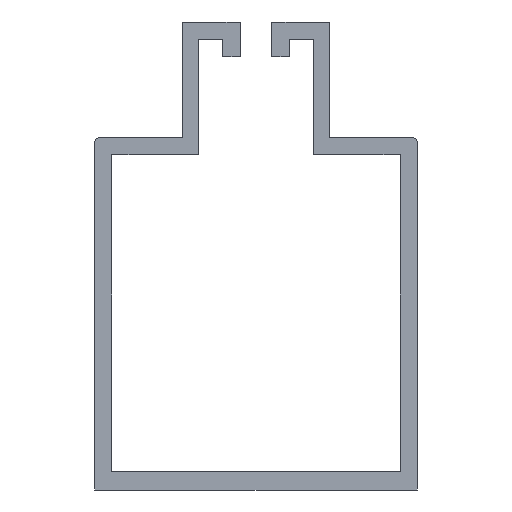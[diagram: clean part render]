
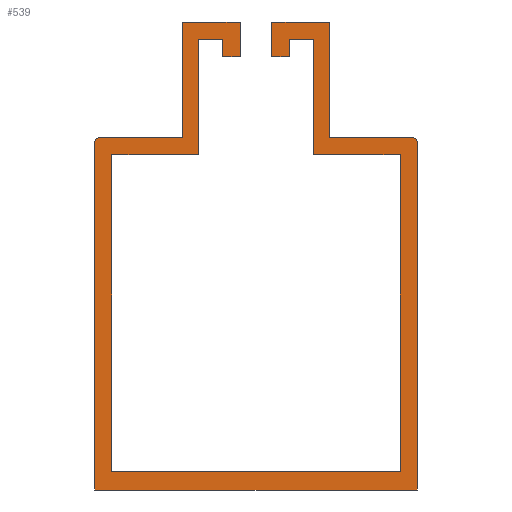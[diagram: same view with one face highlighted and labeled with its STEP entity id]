
A CAD part, front view. The second image highlights one B-rep face of the part: STEP entity #539.
In plain terms, the highlighted planar face has unit normal (0, -1, 0).
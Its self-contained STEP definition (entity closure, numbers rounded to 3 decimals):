
#16=PLANE('',#583);
#43=FACE_OUTER_BOUND('',#71,.T.);
#71=EDGE_LOOP('',(#387,#388,#389,#390,#391,#392,#393,#394,#395,#396,#397,
#398,#399,#400,#401,#402,#403,#404,#405,#406,#407,#408,#409,#410,#411,#412));
#99=LINE('',#763,#173);
#102=LINE('',#769,#176);
#103=LINE('',#771,#177);
#104=LINE('',#773,#178);
#105=LINE('',#775,#179);
#106=LINE('',#777,#180);
#107=LINE('',#779,#181);
#108=LINE('',#781,#182);
#109=LINE('',#783,#183);
#110=LINE('',#785,#184);
#111=LINE('',#787,#185);
#112=LINE('',#789,#186);
#113=LINE('',#791,#187);
#114=LINE('',#793,#188);
#115=LINE('',#795,#189);
#116=LINE('',#797,#190);
#117=LINE('',#799,#191);
#118=LINE('',#801,#192);
#119=LINE('',#803,#193);
#120=LINE('',#805,#194);
#121=LINE('',#807,#195);
#122=LINE('',#809,#196);
#123=LINE('',#813,#197);
#124=LINE('',#814,#198);
#173=VECTOR('',#623,10.);
#176=VECTOR('',#628,10.);
#177=VECTOR('',#629,10.);
#178=VECTOR('',#630,10.);
#179=VECTOR('',#631,10.);
#180=VECTOR('',#632,10.);
#181=VECTOR('',#633,10.);
#182=VECTOR('',#634,10.);
#183=VECTOR('',#635,10.);
#184=VECTOR('',#636,10.);
#185=VECTOR('',#637,10.);
#186=VECTOR('',#638,10.);
#187=VECTOR('',#639,10.);
#188=VECTOR('',#640,10.);
#189=VECTOR('',#641,10.);
#190=VECTOR('',#642,10.);
#191=VECTOR('',#643,10.);
#192=VECTOR('',#644,10.);
#193=VECTOR('',#645,10.);
#194=VECTOR('',#646,10.);
#195=VECTOR('',#647,10.);
#196=VECTOR('',#648,10.);
#197=VECTOR('',#651,10.);
#198=VECTOR('',#652,10.);
#246=CIRCLE('',#581,1.);
#247=CIRCLE('',#584,1.);
#251=VERTEX_POINT('',#756);
#252=VERTEX_POINT('',#758);
#253=VERTEX_POINT('',#762);
#255=VERTEX_POINT('',#768);
#256=VERTEX_POINT('',#770);
#257=VERTEX_POINT('',#772);
#258=VERTEX_POINT('',#774);
#259=VERTEX_POINT('',#776);
#260=VERTEX_POINT('',#778);
#261=VERTEX_POINT('',#780);
#262=VERTEX_POINT('',#782);
#263=VERTEX_POINT('',#784);
#264=VERTEX_POINT('',#786);
#265=VERTEX_POINT('',#788);
#266=VERTEX_POINT('',#790);
#267=VERTEX_POINT('',#792);
#268=VERTEX_POINT('',#794);
#269=VERTEX_POINT('',#796);
#270=VERTEX_POINT('',#798);
#271=VERTEX_POINT('',#800);
#272=VERTEX_POINT('',#802);
#273=VERTEX_POINT('',#804);
#274=VERTEX_POINT('',#806);
#275=VERTEX_POINT('',#808);
#276=VERTEX_POINT('',#810);
#277=VERTEX_POINT('',#812);
#303=EDGE_CURVE('',#251,#252,#246,.T.);
#305=EDGE_CURVE('',#253,#252,#99,.T.);
#308=EDGE_CURVE('',#255,#251,#102,.T.);
#309=EDGE_CURVE('',#255,#256,#103,.T.);
#310=EDGE_CURVE('',#256,#257,#104,.T.);
#311=EDGE_CURVE('',#258,#257,#105,.T.);
#312=EDGE_CURVE('',#259,#258,#106,.T.);
#313=EDGE_CURVE('',#260,#259,#107,.T.);
#314=EDGE_CURVE('',#260,#261,#108,.T.);
#315=EDGE_CURVE('',#261,#262,#109,.T.);
#316=EDGE_CURVE('',#263,#262,#110,.T.);
#317=EDGE_CURVE('',#264,#263,#111,.T.);
#318=EDGE_CURVE('',#265,#264,#112,.T.);
#319=EDGE_CURVE('',#266,#265,#113,.T.);
#320=EDGE_CURVE('',#267,#266,#114,.T.);
#321=EDGE_CURVE('',#268,#267,#115,.T.);
#322=EDGE_CURVE('',#269,#268,#116,.T.);
#323=EDGE_CURVE('',#269,#270,#117,.T.);
#324=EDGE_CURVE('',#270,#271,#118,.T.);
#325=EDGE_CURVE('',#272,#271,#119,.T.);
#326=EDGE_CURVE('',#273,#272,#120,.T.);
#327=EDGE_CURVE('',#273,#274,#121,.T.);
#328=EDGE_CURVE('',#274,#275,#122,.T.);
#329=EDGE_CURVE('',#276,#275,#247,.T.);
#330=EDGE_CURVE('',#276,#277,#123,.T.);
#331=EDGE_CURVE('',#277,#253,#124,.T.);
#387=ORIENTED_EDGE('',*,*,#303,.F.);
#388=ORIENTED_EDGE('',*,*,#308,.F.);
#389=ORIENTED_EDGE('',*,*,#309,.T.);
#390=ORIENTED_EDGE('',*,*,#310,.T.);
#391=ORIENTED_EDGE('',*,*,#311,.F.);
#392=ORIENTED_EDGE('',*,*,#312,.F.);
#393=ORIENTED_EDGE('',*,*,#313,.F.);
#394=ORIENTED_EDGE('',*,*,#314,.T.);
#395=ORIENTED_EDGE('',*,*,#315,.T.);
#396=ORIENTED_EDGE('',*,*,#316,.F.);
#397=ORIENTED_EDGE('',*,*,#317,.F.);
#398=ORIENTED_EDGE('',*,*,#318,.F.);
#399=ORIENTED_EDGE('',*,*,#319,.F.);
#400=ORIENTED_EDGE('',*,*,#320,.F.);
#401=ORIENTED_EDGE('',*,*,#321,.F.);
#402=ORIENTED_EDGE('',*,*,#322,.F.);
#403=ORIENTED_EDGE('',*,*,#323,.T.);
#404=ORIENTED_EDGE('',*,*,#324,.T.);
#405=ORIENTED_EDGE('',*,*,#325,.F.);
#406=ORIENTED_EDGE('',*,*,#326,.F.);
#407=ORIENTED_EDGE('',*,*,#327,.T.);
#408=ORIENTED_EDGE('',*,*,#328,.T.);
#409=ORIENTED_EDGE('',*,*,#329,.F.);
#410=ORIENTED_EDGE('',*,*,#330,.T.);
#411=ORIENTED_EDGE('',*,*,#331,.T.);
#412=ORIENTED_EDGE('',*,*,#305,.T.);
#539=ADVANCED_FACE('',(#43),#16,.F.);
#581=AXIS2_PLACEMENT_3D('',#759,#618,#619);
#583=AXIS2_PLACEMENT_3D('',#767,#626,#627);
#584=AXIS2_PLACEMENT_3D('',#811,#649,#650);
#618=DIRECTION('center_axis',(0.,1.,0.));
#619=DIRECTION('ref_axis',(0.707,0.,0.707));
#623=DIRECTION('',(0.,0.,1.));
#626=DIRECTION('center_axis',(0.,1.,0.));
#627=DIRECTION('ref_axis',(1.,0.,0.));
#628=DIRECTION('',(1.,0.,0.));
#629=DIRECTION('',(0.,0.,1.));
#630=DIRECTION('',(-1.,0.,0.));
#631=DIRECTION('',(0.,0.,1.));
#632=DIRECTION('',(-1.,0.,0.));
#633=DIRECTION('',(0.,0.,-1.));
#634=DIRECTION('',(1.,0.,0.));
#635=DIRECTION('',(0.,0.,-1.));
#636=DIRECTION('',(-1.,0.,0.));
#637=DIRECTION('',(0.,0.,1.));
#638=DIRECTION('',(1.,0.,0.));
#639=DIRECTION('',(0.,0.,-1.));
#640=DIRECTION('',(-1.,0.,0.));
#641=DIRECTION('',(0.,0.,-1.));
#642=DIRECTION('',(-1.,0.,0.));
#643=DIRECTION('',(0.,0.,-1.));
#644=DIRECTION('',(1.,0.,0.));
#645=DIRECTION('',(0.,0.,-1.));
#646=DIRECTION('',(1.,0.,0.));
#647=DIRECTION('',(0.,0.,-1.));
#648=DIRECTION('',(-1.,0.,0.));
#649=DIRECTION('center_axis',(0.,1.,0.));
#650=DIRECTION('ref_axis',(-0.707,0.,0.707));
#651=DIRECTION('',(0.,0.,-1.));
#652=DIRECTION('',(1.,0.,0.));
#756=CARTESIAN_POINT('',(52.,0.,58.));
#758=CARTESIAN_POINT('',(53.,0.,57.));
#759=CARTESIAN_POINT('Origin',(52.,0.,57.));
#762=CARTESIAN_POINT('',(53.,0.,-3.2));
#763=CARTESIAN_POINT('',(53.,0.,-3.));
#767=CARTESIAN_POINT('Origin',(25.,0.,37.4));
#768=CARTESIAN_POINT('',(37.75,0.,58.));
#769=CARTESIAN_POINT('',(37.75,0.,58.));
#770=CARTESIAN_POINT('',(37.75,0.,78.));
#771=CARTESIAN_POINT('',(37.75,0.,75.));
#772=CARTESIAN_POINT('',(27.75,0.,78.));
#773=CARTESIAN_POINT('',(37.75,0.,78.));
#774=CARTESIAN_POINT('',(27.75,0.,72.));
#775=CARTESIAN_POINT('',(27.75,0.,72.));
#776=CARTESIAN_POINT('',(30.75,0.,72.));
#777=CARTESIAN_POINT('',(30.75,0.,72.));
#778=CARTESIAN_POINT('',(30.75,0.,75.));
#779=CARTESIAN_POINT('',(30.75,0.,75.));
#780=CARTESIAN_POINT('',(35.,0.,75.));
#781=CARTESIAN_POINT('',(27.75,0.,75.));
#782=CARTESIAN_POINT('',(35.,0.,55.));
#783=CARTESIAN_POINT('',(35.,0.,58.));
#784=CARTESIAN_POINT('',(50.,0.,55.));
#785=CARTESIAN_POINT('',(50.,0.,55.));
#786=CARTESIAN_POINT('',(50.,0.,0.));
#787=CARTESIAN_POINT('',(50.,0.,0.));
#788=CARTESIAN_POINT('',(0.,0.,0.));
#789=CARTESIAN_POINT('',(0.,0.,0.));
#790=CARTESIAN_POINT('',(0.,0.,55.));
#791=CARTESIAN_POINT('',(0.,0.,55.));
#792=CARTESIAN_POINT('',(15.,0.,55.));
#793=CARTESIAN_POINT('',(50.,0.,55.));
#794=CARTESIAN_POINT('',(15.,0.,75.));
#795=CARTESIAN_POINT('',(15.,0.,78.));
#796=CARTESIAN_POINT('',(19.25,0.,75.));
#797=CARTESIAN_POINT('',(22.25,0.,75.));
#798=CARTESIAN_POINT('',(19.25,0.,72.));
#799=CARTESIAN_POINT('',(19.25,0.,75.));
#800=CARTESIAN_POINT('',(22.25,0.,72.));
#801=CARTESIAN_POINT('',(19.25,0.,72.));
#802=CARTESIAN_POINT('',(22.25,0.,78.));
#803=CARTESIAN_POINT('',(22.25,0.,78.));
#804=CARTESIAN_POINT('',(12.25,0.,78.));
#805=CARTESIAN_POINT('',(12.25,0.,78.));
#806=CARTESIAN_POINT('',(12.25,0.,58.));
#807=CARTESIAN_POINT('',(12.25,0.,78.));
#808=CARTESIAN_POINT('',(-2.,0.,58.));
#809=CARTESIAN_POINT('',(53.,0.,58.));
#810=CARTESIAN_POINT('',(-3.,0.,57.));
#811=CARTESIAN_POINT('Origin',(-2.,0.,57.));
#812=CARTESIAN_POINT('',(-3.,0.,-3.2));
#813=CARTESIAN_POINT('',(-3.,0.,-3.));
#814=CARTESIAN_POINT('',(-3.,0.,-3.2));
